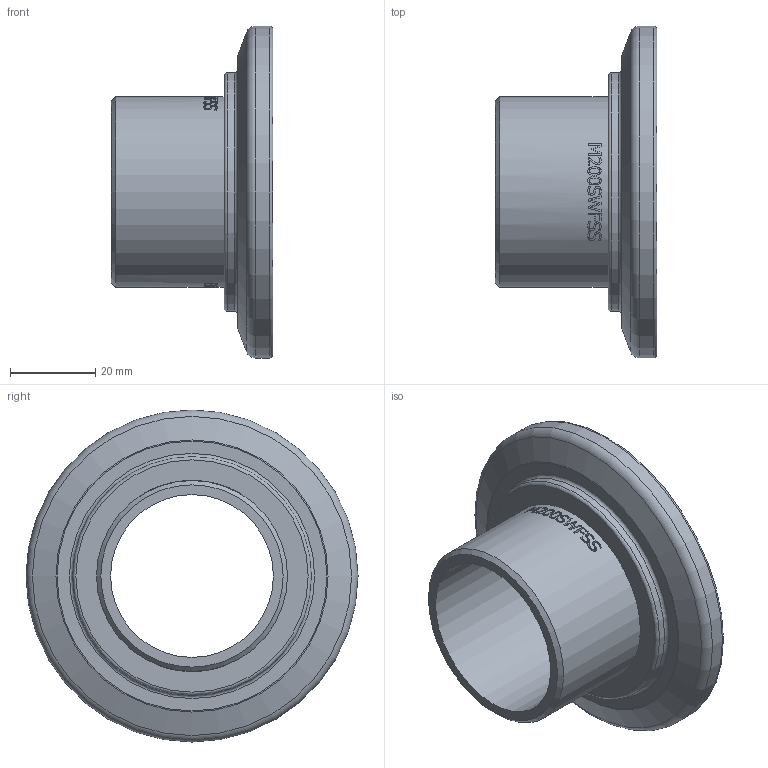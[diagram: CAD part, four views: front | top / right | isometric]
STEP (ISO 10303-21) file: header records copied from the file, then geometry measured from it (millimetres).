
FILE_DESCRIPTION(/* description */ ('2" SOCKET WELD X 2" MNFLD FLG.'),/* implementation_level */ '2;1');
FILE_NAME(/* name */ 'M200SWFSS.stp',/* time_stamp */ '2015-01-07T09:23:50-05:00',/* author */ ('mclevenger'),/* organization */ (''),/* preprocessor_version */ 'ST-DEVELOPER v15.2',/* originating_system */ 'Autodesk Inventor 2014',/* authorisation */ '');
FILE_SCHEMA (('AUTOMOTIVE_DESIGN { 1 0 10303 214 3 1 1 }'));
Length unit declared in the file: inch
Products named in the file (1): M200SWFSS
Bounding box: 37.85 x 77.72 x 77.72 mm (x, y, z)
Volume: 39581.3 mm3; surface area: 17365.4 mm2
Topology: 1 solids, 1 shells, 241 faces, 640 edges, 424 vertices
Faces by surface type: bspline 113, plane 95, cylinder 25, torus 6, cone 2
Full cylindrical faces by diameter (mm): 38.1 x1, 44.704 x1, 55.626 x1, 55.88 x1, 77.724 x1
Entity records: 9486 total; most frequent: CARTESIAN_POINT 4158, ORIENTED_EDGE 1254, DIRECTION 799, EDGE_CURVE 627, VERTEX_POINT 424, EDGE_LOOP 279, AXIS2_PLACEMENT_3D 269, LINE 261
